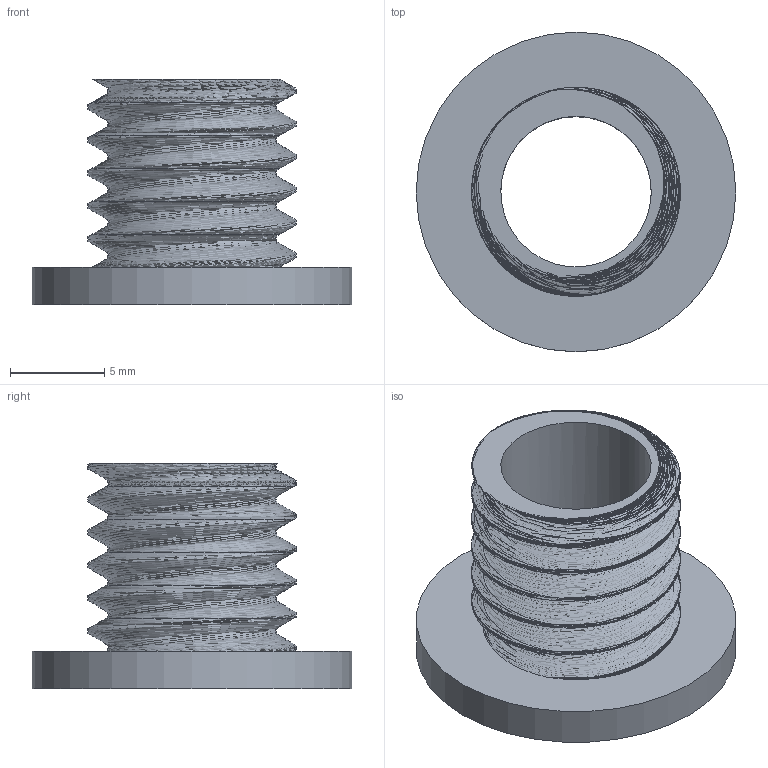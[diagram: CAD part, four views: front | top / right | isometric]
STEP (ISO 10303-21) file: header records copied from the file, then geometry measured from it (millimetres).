
FILE_DESCRIPTION(('FreeCAD Model'),'2;1');
FILE_NAME('Open CASCADE Shape Model','2024-09-06T23:41:01',(''),(''), 'Open CASCADE STEP processor 7.6','FreeCAD','Unknown');
FILE_SCHEMA(('AUTOMOTIVE_DESIGN { 1 0 10303 214 1 1 1 1 }'));
Length unit declared in the file: millimetre
Products named in the file (1): Body_Gland
Bounding box: 17 x 17 x 12 mm (x, y, z)
Volume: 638.4 mm3; surface area: 1288.8 mm2
Topology: 1 solids, 1 shells, 11 faces, 19 edges, 11 vertices
Faces by surface type: bspline 6, plane 3, cylinder 2
Full cylindrical faces by diameter (mm): 8 x1, 17 x1
Entity records: 13023 total; most frequent: CARTESIAN_POINT 12826, ORIENTED_EDGE 38, DIRECTION 22, EDGE_CURVE 19, FACE_BOUND 14, EDGE_LOOP 14, B_SPLINE_CURVE_WITH_KNOTS 13, ADVANCED_FACE 11
